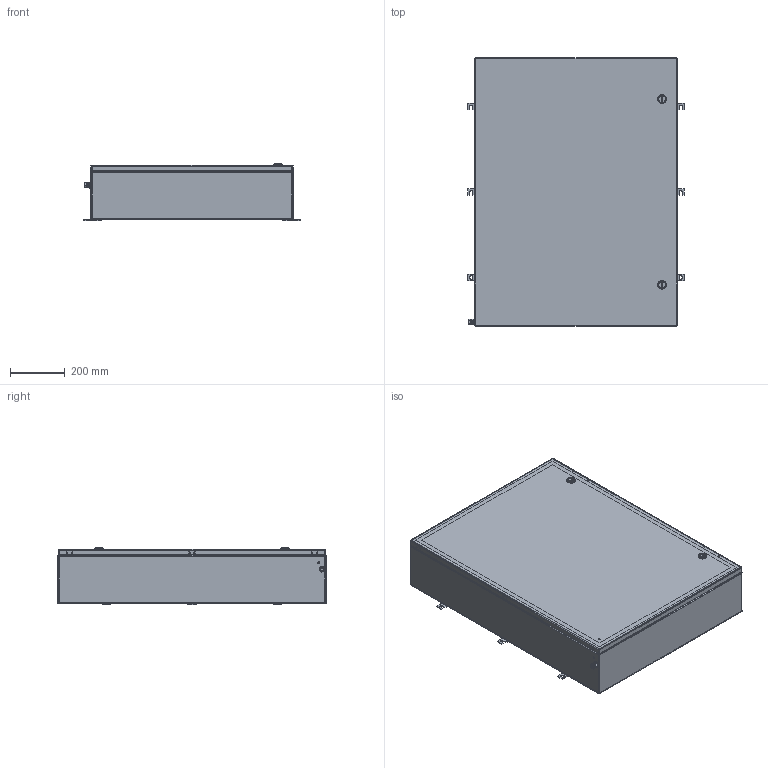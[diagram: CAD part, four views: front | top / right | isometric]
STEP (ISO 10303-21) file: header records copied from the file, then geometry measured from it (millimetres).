
FILE_DESCRIPTION(('CATIA V5 STEP Exchange','CAx-IF Rec.Pracs.--- Model Styling and Organization---1.4--- 2014-01-23'),'2;1');
FILE_NAME ('008871-9_4_1200990000_1200990000.stp','2019-09-23T10:45:29+00:00',('none'),('Weidmueller'),'CATIA Version 5-6 Release 2016 SP3 HF44','CATIA V5 STEP AP214','none');
FILE_SCHEMA(('AUTOMOTIVE_DESIGN { 1 0 10303 214 1 1 1 1 }'));
Length unit declared in the file: millimetre
Products named in the file (1): ZUB_KTB_QL_987420_0GP
Bounding box: 791 x 980 x 209.8 mm (x, y, z)
Volume: 3705123.6 mm3; surface area: 4755055.9 mm2
Topology: 58 solids, 60 shells, 1152 faces, 2690 edges, 1677 vertices
Faces by surface type: plane 580, cylinder 404, cone 114, sphere 24, torus 22, bspline 8
Entity records: 31217 total; most frequent: CARTESIAN_POINT 6362, ORIENTED_EDGE 5288, DIRECTION 4255, EDGE_CURVE 2644, AXIS2_PLACEMENT_3D 1765, VERTEX_POINT 1677, VECTOR 1596, LINE 1596
